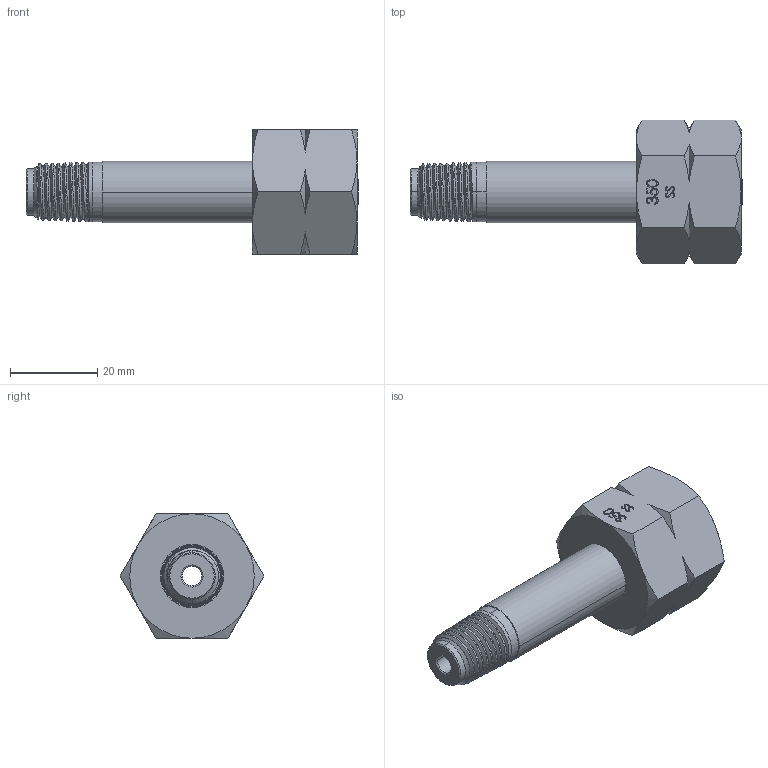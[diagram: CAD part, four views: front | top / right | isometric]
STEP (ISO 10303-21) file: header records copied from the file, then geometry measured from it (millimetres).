
FILE_DESCRIPTION (( 'STEP AP203' ), '1' );
FILE_NAME ('INL-350SS-4M-48V.STEP', '2024-11-15T17:29:52', ( '' ), ( '' ), 'SwSTEP 2.0', 'SolidWorks 2018', '' );
FILE_SCHEMA (( 'CONFIG_CONTROL_DESIGN' ));
Length unit declared in the file: inch
Products named in the file (4): PRT-000113; PRT-003449; INL-350SS-4M-48V; PRT-000826
Assembly tree (3 placements, depth 2):
  INL-350SS-4M-48V
    PRT-003449
    PRT-000113
    PRT-000826
Bounding box: 76.2 x 33 x 28.57 mm (x, y, z)
Volume: 20262 mm3; surface area: 10378.7 mm2
Topology: 3 solids, 3 shells, 221 faces, 671 edges, 464 vertices
Faces by surface type: bspline 67, cone 62, plane 41, cylinder 33, torus 14, sphere 4
Entity records: 19208 total; most frequent: CARTESIAN_POINT 13510, ORIENTED_EDGE 1334, DIRECTION 762, EDGE_CURVE 667, VERTEX_POINT 462, B_SPLINE_CURVE_WITH_KNOTS 351, AXIS2_PLACEMENT_3D 286, EDGE_LOOP 237
